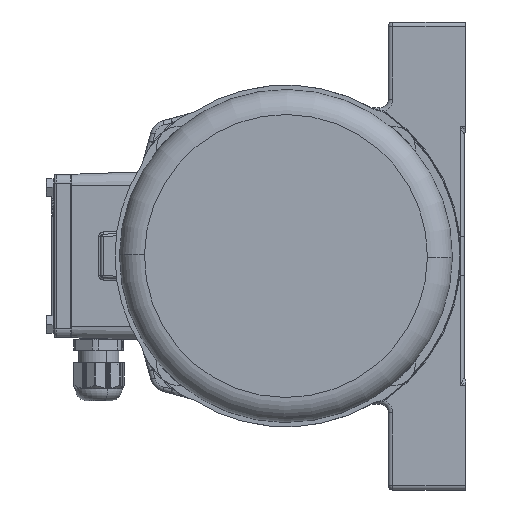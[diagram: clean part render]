
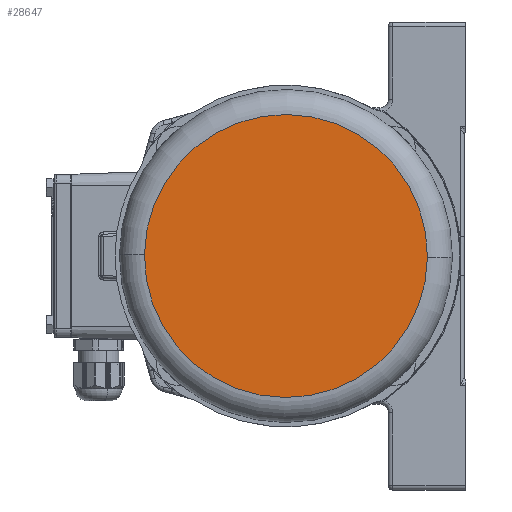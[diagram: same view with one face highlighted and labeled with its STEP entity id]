
A CAD part, left-side view. The second image highlights one B-rep face of the part: STEP entity #28647.
In plain terms, the highlighted planar face has unit normal (-1, 0, 0).
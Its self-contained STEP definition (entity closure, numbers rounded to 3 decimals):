
#394 = FACE_OUTER_BOUND ( 'NONE', #9180, .T. ) ;
#399 = DIRECTION ( 'NONE',  ( 0., 0., 1. ) ) ;
#1665 = VERTEX_POINT ( 'NONE', #11348 ) ;
#3357 = DIRECTION ( 'NONE',  ( -1., 0., 0. ) ) ;
#5356 = AXIS2_PLACEMENT_3D ( 'NONE', #37610, #40766, #44082 ) ;
#7276 = CARTESIAN_POINT ( 'NONE',  ( -1.5, 0., 0. ) ) ;
#9180 = EDGE_LOOP ( 'NONE', ( #20418, #40097 ) ) ;
#10703 = DIRECTION ( 'NONE',  ( 0., 0., 1. ) ) ;
#11348 = CARTESIAN_POINT ( 'NONE',  ( -1.5, 0., -65. ) ) ;
#13914 = CARTESIAN_POINT ( 'NONE',  ( -1.5, 0., 0. ) ) ;
#16675 = PLANE ( 'NONE',  #5356 ) ;
#18560 = VERTEX_POINT ( 'NONE', #33538 ) ;
#19227 = CIRCLE ( 'NONE', #34394, 65. ) ;
#20418 = ORIENTED_EDGE ( 'NONE', *, *, #32336, .T. ) ;
#20982 = DIRECTION ( 'NONE',  ( -1., 0., 0. ) ) ;
#27515 = CIRCLE ( 'NONE', #39705, 65. ) ;
#28647 = ADVANCED_FACE ( 'NONE', ( #394 ), #16675, .F. ) ;
#32336 = EDGE_CURVE ( 'NONE', #18560, #1665, #27515, .T. ) ;
#33538 = CARTESIAN_POINT ( 'NONE',  ( -1.5, 0., 65. ) ) ;
#34394 = AXIS2_PLACEMENT_3D ( 'NONE', #13914, #20982, #399 ) ;
#35911 = EDGE_CURVE ( 'NONE', #1665, #18560, #19227, .T. ) ;
#37610 = CARTESIAN_POINT ( 'NONE',  ( -1.5, 65., 0. ) ) ;
#39705 = AXIS2_PLACEMENT_3D ( 'NONE', #7276, #3357, #10703 ) ;
#40097 = ORIENTED_EDGE ( 'NONE', *, *, #35911, .T. ) ;
#40766 = DIRECTION ( 'NONE',  ( 1., 0., 0. ) ) ;
#44082 = DIRECTION ( 'NONE',  ( 0., 0., -1. ) ) ;
